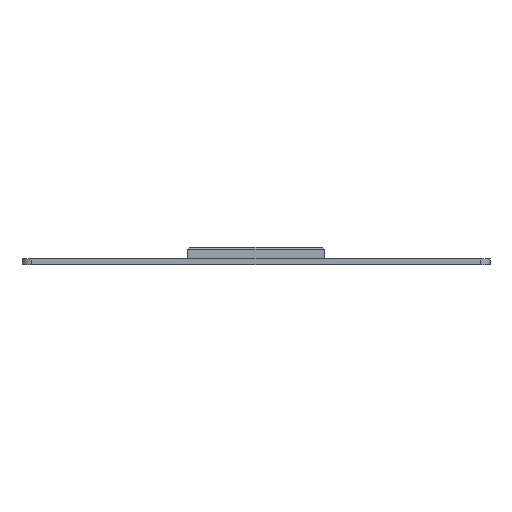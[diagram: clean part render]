
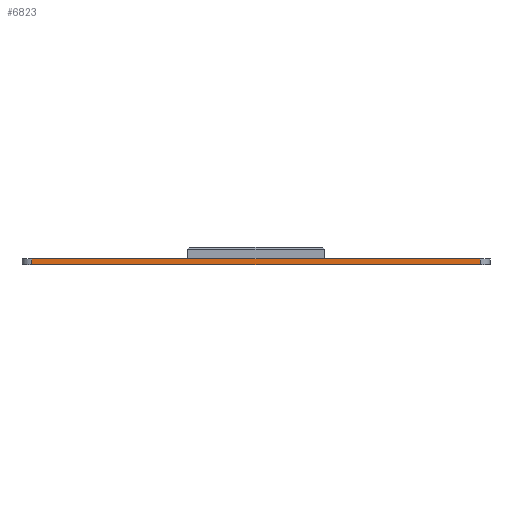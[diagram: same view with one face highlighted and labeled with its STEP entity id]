
A CAD part, front view. The second image highlights one B-rep face of the part: STEP entity #6823.
In plain terms, the highlighted planar face has unit normal (0, -1, 0).
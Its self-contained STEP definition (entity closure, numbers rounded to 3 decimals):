
#32 = PLANE('',#33);
#33 = AXIS2_PLACEMENT_3D('',#34,#35,#36);
#34 = CARTESIAN_POINT('',(0.,-74.25,3.));
#35 = DIRECTION('',(0.,0.,1.));
#36 = DIRECTION('',(1.,0.,0.));
#171 = VERTEX_POINT('',#172);
#172 = CARTESIAN_POINT('',(-115.,-163.5,3.));
#187 = CYLINDRICAL_SURFACE('',#188,5.);
#188 = AXIS2_PLACEMENT_3D('',#189,#190,#191);
#189 = CARTESIAN_POINT('',(-115.,-158.5,0.));
#190 = DIRECTION('',(-0.,-0.,-1.));
#191 = DIRECTION('',(1.,0.,0.));
#199 = EDGE_CURVE('',#171,#200,#202,.T.);
#200 = VERTEX_POINT('',#201);
#201 = CARTESIAN_POINT('',(115.,-163.5,3.));
#202 = SURFACE_CURVE('',#203,(#207,#214),.PCURVE_S1.);
#203 = LINE('',#204,#205);
#204 = CARTESIAN_POINT('',(0.,-163.5,3.));
#205 = VECTOR('',#206,1.);
#206 = DIRECTION('',(1.,0.,0.));
#207 = PCURVE('',#32,#208);
#208 = DEFINITIONAL_REPRESENTATION('',(#209),#213);
#209 = LINE('',#210,#211);
#210 = CARTESIAN_POINT('',(0.,-89.25));
#211 = VECTOR('',#212,1.);
#212 = DIRECTION('',(1.,0.));
#213 = ( GEOMETRIC_REPRESENTATION_CONTEXT(2) 
PARAMETRIC_REPRESENTATION_CONTEXT() REPRESENTATION_CONTEXT('2D SPACE',''
  ) );
#214 = PCURVE('',#215,#220);
#215 = PLANE('',#216);
#216 = AXIS2_PLACEMENT_3D('',#217,#218,#219);
#217 = CARTESIAN_POINT('',(-115.,-163.5,0.));
#218 = DIRECTION('',(0.,1.,0.));
#219 = DIRECTION('',(1.,0.,0.));
#220 = DEFINITIONAL_REPRESENTATION('',(#221),#225);
#221 = LINE('',#222,#223);
#222 = CARTESIAN_POINT('',(115.,-3.));
#223 = VECTOR('',#224,1.);
#224 = DIRECTION('',(1.,0.));
#225 = ( GEOMETRIC_REPRESENTATION_CONTEXT(2) 
PARAMETRIC_REPRESENTATION_CONTEXT() REPRESENTATION_CONTEXT('2D SPACE',''
  ) );
#244 = CYLINDRICAL_SURFACE('',#245,5.);
#245 = AXIS2_PLACEMENT_3D('',#246,#247,#248);
#246 = CARTESIAN_POINT('',(115.,-158.5,0.));
#247 = DIRECTION('',(-0.,-0.,-1.));
#248 = DIRECTION('',(1.,0.,0.));
#6712 = PLANE('',#6713);
#6713 = AXIS2_PLACEMENT_3D('',#6714,#6715,#6716);
#6714 = CARTESIAN_POINT('',(0.,-74.25,0.));
#6715 = DIRECTION('',(0.,0.,1.));
#6716 = DIRECTION('',(1.,0.,0.));
#6729 = EDGE_CURVE('',#6730,#171,#6732,.T.);
#6730 = VERTEX_POINT('',#6731);
#6731 = CARTESIAN_POINT('',(-115.,-163.5,0.));
#6732 = SURFACE_CURVE('',#6733,(#6737,#6744),.PCURVE_S1.);
#6733 = LINE('',#6734,#6735);
#6734 = CARTESIAN_POINT('',(-115.,-163.5,0.));
#6735 = VECTOR('',#6736,1.);
#6736 = DIRECTION('',(0.,0.,1.));
#6737 = PCURVE('',#187,#6738);
#6738 = DEFINITIONAL_REPRESENTATION('',(#6739),#6743);
#6739 = LINE('',#6740,#6741);
#6740 = CARTESIAN_POINT('',(-4.712,0.));
#6741 = VECTOR('',#6742,1.);
#6742 = DIRECTION('',(-0.,-1.));
#6743 = ( GEOMETRIC_REPRESENTATION_CONTEXT(2) 
PARAMETRIC_REPRESENTATION_CONTEXT() REPRESENTATION_CONTEXT('2D SPACE',''
  ) );
#6744 = PCURVE('',#215,#6745);
#6745 = DEFINITIONAL_REPRESENTATION('',(#6746),#6750);
#6746 = LINE('',#6747,#6748);
#6747 = CARTESIAN_POINT('',(0.,0.));
#6748 = VECTOR('',#6749,1.);
#6749 = DIRECTION('',(0.,-1.));
#6750 = ( GEOMETRIC_REPRESENTATION_CONTEXT(2) 
PARAMETRIC_REPRESENTATION_CONTEXT() REPRESENTATION_CONTEXT('2D SPACE',''
  ) );
#6823 = ADVANCED_FACE('',(#6824),#215,.F.);
#6824 = FACE_BOUND('',#6825,.F.);
#6825 = EDGE_LOOP('',(#6826,#6827,#6828,#6851));
#6826 = ORIENTED_EDGE('',*,*,#6729,.T.);
#6827 = ORIENTED_EDGE('',*,*,#199,.T.);
#6828 = ORIENTED_EDGE('',*,*,#6829,.F.);
#6829 = EDGE_CURVE('',#6830,#200,#6832,.T.);
#6830 = VERTEX_POINT('',#6831);
#6831 = CARTESIAN_POINT('',(115.,-163.5,0.));
#6832 = SURFACE_CURVE('',#6833,(#6837,#6844),.PCURVE_S1.);
#6833 = LINE('',#6834,#6835);
#6834 = CARTESIAN_POINT('',(115.,-163.5,0.));
#6835 = VECTOR('',#6836,1.);
#6836 = DIRECTION('',(0.,0.,1.));
#6837 = PCURVE('',#215,#6838);
#6838 = DEFINITIONAL_REPRESENTATION('',(#6839),#6843);
#6839 = LINE('',#6840,#6841);
#6840 = CARTESIAN_POINT('',(230.,0.));
#6841 = VECTOR('',#6842,1.);
#6842 = DIRECTION('',(0.,-1.));
#6843 = ( GEOMETRIC_REPRESENTATION_CONTEXT(2) 
PARAMETRIC_REPRESENTATION_CONTEXT() REPRESENTATION_CONTEXT('2D SPACE',''
  ) );
#6844 = PCURVE('',#244,#6845);
#6845 = DEFINITIONAL_REPRESENTATION('',(#6846),#6850);
#6846 = LINE('',#6847,#6848);
#6847 = CARTESIAN_POINT('',(-4.712,0.));
#6848 = VECTOR('',#6849,1.);
#6849 = DIRECTION('',(-0.,-1.));
#6850 = ( GEOMETRIC_REPRESENTATION_CONTEXT(2) 
PARAMETRIC_REPRESENTATION_CONTEXT() REPRESENTATION_CONTEXT('2D SPACE',''
  ) );
#6851 = ORIENTED_EDGE('',*,*,#6852,.F.);
#6852 = EDGE_CURVE('',#6730,#6830,#6853,.T.);
#6853 = SURFACE_CURVE('',#6854,(#6858,#6865),.PCURVE_S1.);
#6854 = LINE('',#6855,#6856);
#6855 = CARTESIAN_POINT('',(0.,-163.5,0.));
#6856 = VECTOR('',#6857,1.);
#6857 = DIRECTION('',(1.,0.,0.));
#6858 = PCURVE('',#215,#6859);
#6859 = DEFINITIONAL_REPRESENTATION('',(#6860),#6864);
#6860 = LINE('',#6861,#6862);
#6861 = CARTESIAN_POINT('',(115.,0.));
#6862 = VECTOR('',#6863,1.);
#6863 = DIRECTION('',(1.,0.));
#6864 = ( GEOMETRIC_REPRESENTATION_CONTEXT(2) 
PARAMETRIC_REPRESENTATION_CONTEXT() REPRESENTATION_CONTEXT('2D SPACE',''
  ) );
#6865 = PCURVE('',#6712,#6866);
#6866 = DEFINITIONAL_REPRESENTATION('',(#6867),#6871);
#6867 = LINE('',#6868,#6869);
#6868 = CARTESIAN_POINT('',(0.,-89.25));
#6869 = VECTOR('',#6870,1.);
#6870 = DIRECTION('',(1.,0.));
#6871 = ( GEOMETRIC_REPRESENTATION_CONTEXT(2) 
PARAMETRIC_REPRESENTATION_CONTEXT() REPRESENTATION_CONTEXT('2D SPACE',''
  ) );
